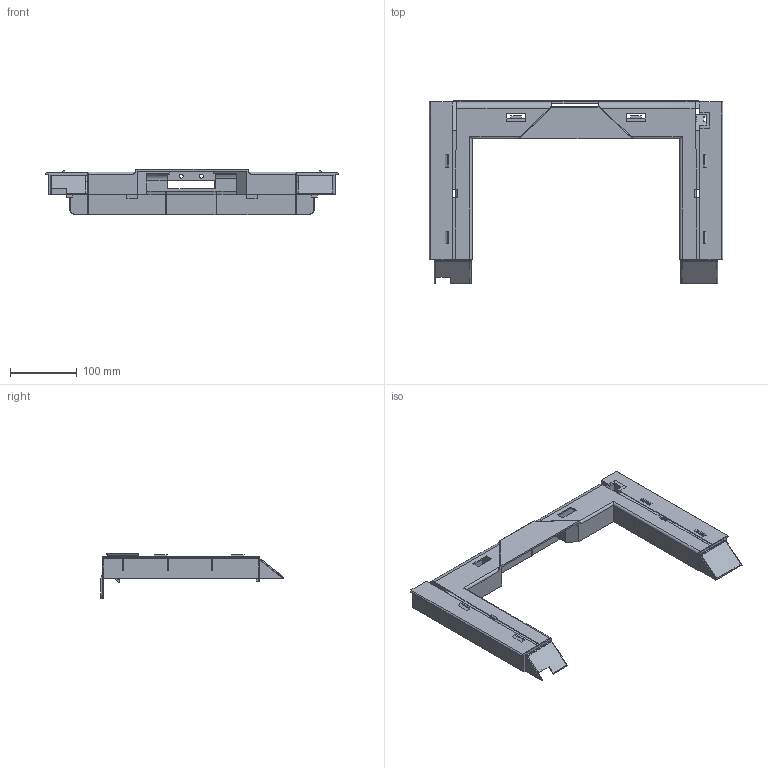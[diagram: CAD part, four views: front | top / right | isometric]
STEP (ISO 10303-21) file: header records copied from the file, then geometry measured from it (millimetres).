
FILE_DESCRIPTION(/* description */ ('','CAx-IF Rec.Pracs.---Representation and Presentation of Product Manufacturing Information (PMI)---4.0---2014-10-13'),/* implementation_level */ '2;1');
FILE_NAME(/* name */ 'Top Rear Cover v2.step',/* time_stamp */ '2024-12-15T16:26:31-05:00',/* author */ (''),/* organization */ (''),/* preprocessor_version */ 'ST-DEVELOPER v20',/* originating_system */ 'Autodesk Translation Framework v13.20.0.188',/* authorisation */ '');
FILE_SCHEMA (('AP242_MANAGED_MODEL_BASED_3D_ENGINEERING_MIM_LF { 1 0 10303 442 1 1 4 }'));
Length unit declared in the file: millimetre
Products named in the file (1): Top Rear Cover
Bounding box: 438 x 272.3 x 67.7 mm (x, y, z)
Volume: 281051 mm3; surface area: 273906 mm2
Topology: 1 solids, 1 shells, 436 faces, 1258 edges, 820 vertices
Faces by surface type: plane 359, cylinder 66, sphere 5, bspline 4, torus 2
Full cylindrical faces by diameter (mm): 6 x2
Entity records: 14321 total; most frequent: CARTESIAN_POINT 2698, ORIENTED_EDGE 2516, DIRECTION 2260, EDGE_CURVE 1258, LINE 1110, VECTOR 1110, VERTEX_POINT 820, AXIS2_PLACEMENT_3D 575
